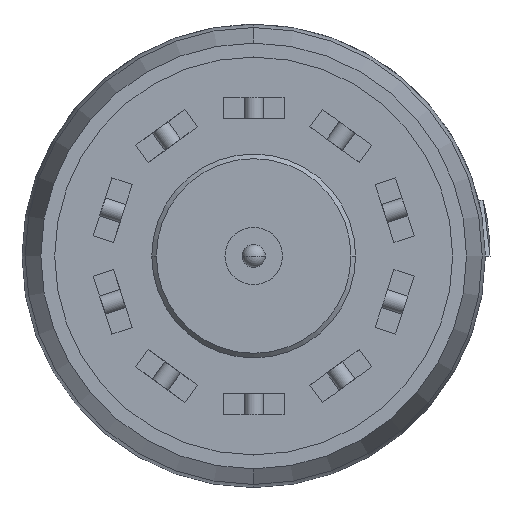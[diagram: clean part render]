
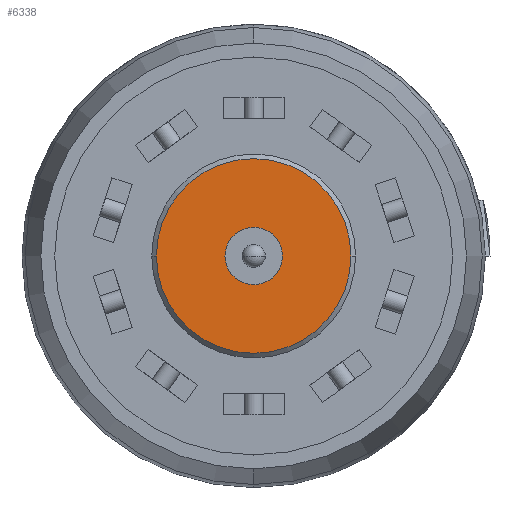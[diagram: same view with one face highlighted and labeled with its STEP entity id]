
A CAD part, front view. The second image highlights one B-rep face of the part: STEP entity #6338.
In plain terms, the highlighted planar face has unit normal (0, -1, 0).
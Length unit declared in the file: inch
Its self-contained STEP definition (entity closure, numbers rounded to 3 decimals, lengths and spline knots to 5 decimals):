
#4794=CARTESIAN_POINT('',(0.,-0.381,0.));
#4795=DIRECTION('',(0.,1.,0.));
#4796=DIRECTION('',(1.,0.,0.));
#4797=AXIS2_PLACEMENT_3D('',#4794,#4795,#4796);
#4799=CARTESIAN_POINT('',(0.,-0.381,0.));
#4800=DIRECTION('',(0.,1.,0.));
#4801=DIRECTION('',(-1.,0.,0.));
#4802=AXIS2_PLACEMENT_3D('',#4799,#4800,#4801);
#4804=CARTESIAN_POINT('',(0.,-0.381,0.));
#4805=DIRECTION('',(0.,-1.,0.));
#4806=DIRECTION('',(1.,0.,0.));
#4807=AXIS2_PLACEMENT_3D('',#4804,#4805,#4806);
#4809=CARTESIAN_POINT('',(0.,-0.381,0.));
#4810=DIRECTION('',(0.,-1.,0.));
#4811=DIRECTION('',(-1.,0.,0.));
#4812=AXIS2_PLACEMENT_3D('',#4809,#4810,#4811);
#5791=CARTESIAN_POINT('',(0.105,-0.381,0.));
#5792=VERTEX_POINT('',#5791);
#5793=CARTESIAN_POINT('',(-0.105,-0.381,0.));
#5794=VERTEX_POINT('',#5793);
#5795=CARTESIAN_POINT('',(0.031,-0.381,0.));
#5796=CARTESIAN_POINT('',(-0.031,-0.381,0.));
#5797=VERTEX_POINT('',#5795);
#5798=VERTEX_POINT('',#5796);
#6323=CARTESIAN_POINT('',(0.,-0.381,0.));
#6324=DIRECTION('',(0.,1.,0.));
#6325=DIRECTION('',(1.,0.,0.));
#6326=AXIS2_PLACEMENT_3D('',#6323,#6324,#6325);
#6327=PLANE('',#6326);
#6328=ORIENTED_EDGE('',*,*,#6308,.T.);
#6329=ORIENTED_EDGE('',*,*,#6286,.T.);
#6330=EDGE_LOOP('',(#6328,#6329));
#6331=FACE_OUTER_BOUND('',#6330,.F.);
#6333=ORIENTED_EDGE('',*,*,#6332,.T.);
#6335=ORIENTED_EDGE('',*,*,#6334,.T.);
#6336=EDGE_LOOP('',(#6333,#6335));
#6337=FACE_BOUND('',#6336,.F.);
#6338=ADVANCED_FACE('',(#6331,#6337),#6327,.F.);
#4798=CIRCLE('',#4797,0.105);
#4803=CIRCLE('',#4802,0.105);
#4808=CIRCLE('',#4807,0.031);
#4813=CIRCLE('',#4812,0.031);
#6286=EDGE_CURVE('',#5794,#5792,#4803,.T.);
#6308=EDGE_CURVE('',#5792,#5794,#4798,.T.);
#6332=EDGE_CURVE('',#5797,#5798,#4808,.T.);
#6334=EDGE_CURVE('',#5798,#5797,#4813,.T.);
